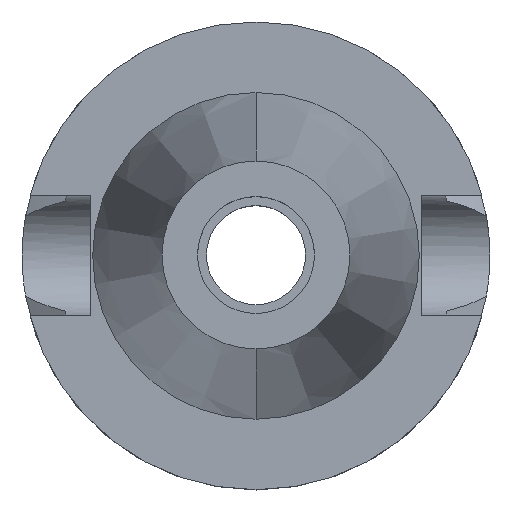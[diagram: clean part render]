
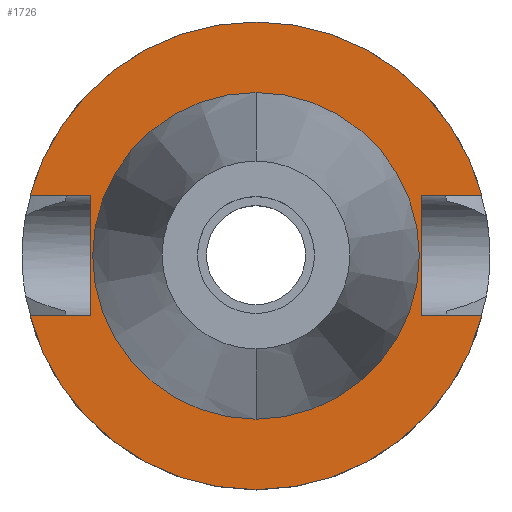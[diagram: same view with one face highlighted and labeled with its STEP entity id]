
A CAD part, top view. The second image highlights one B-rep face of the part: STEP entity #1726.
In plain terms, the highlighted planar face has unit normal (0, 0, 1).
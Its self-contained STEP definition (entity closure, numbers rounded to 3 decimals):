
#614=DIRECTION('',(1.,0.,0.));
#615=VECTOR('',#614,12.921);
#616=CARTESIAN_POINT('',(35.4,12.85,-1.5));
#617=LINE('',#616,#615);
#661=DIRECTION('',(0.,1.,0.));
#662=VECTOR('',#661,25.7);
#663=CARTESIAN_POINT('',(-35.4,-12.85,-1.5));
#664=LINE('',#663,#662);
#668=DIRECTION('',(-1.,0.,0.));
#669=VECTOR('',#668,12.921);
#670=CARTESIAN_POINT('',(-35.4,12.85,-1.5));
#671=LINE('',#670,#669);
#675=CARTESIAN_POINT('',(0.,0.,-1.5));
#676=DIRECTION('',(0.,0.,-1.));
#677=DIRECTION('',(-0.966,0.257,0.));
#678=AXIS2_PLACEMENT_3D('',#675,#676,#677);
#683=CARTESIAN_POINT('',(0.,0.,-1.5));
#684=DIRECTION('',(0.,0.,-1.));
#685=DIRECTION('',(0.,1.,0.));
#686=AXIS2_PLACEMENT_3D('',#683,#684,#685);
#691=DIRECTION('',(0.,-1.,0.));
#692=VECTOR('',#691,25.7);
#693=CARTESIAN_POINT('',(35.4,12.85,-1.5));
#694=LINE('',#693,#692);
#698=DIRECTION('',(1.,0.,0.));
#699=VECTOR('',#698,12.921);
#700=CARTESIAN_POINT('',(35.4,-12.85,-1.5));
#701=LINE('',#700,#699);
#705=CARTESIAN_POINT('',(0.,0.,-1.5));
#706=DIRECTION('',(0.,0.,-1.));
#707=DIRECTION('',(0.966,-0.257,0.));
#708=AXIS2_PLACEMENT_3D('',#705,#706,#707);
#713=CARTESIAN_POINT('',(0.,0.,-1.5));
#714=DIRECTION('',(0.,0.,-1.));
#715=DIRECTION('',(0.,-1.,0.));
#716=AXIS2_PLACEMENT_3D('',#713,#714,#715);
#721=CARTESIAN_POINT('',(0.,0.,-1.5));
#722=DIRECTION('',(0.,0.,1.));
#723=DIRECTION('',(0.,-1.,0.));
#724=AXIS2_PLACEMENT_3D('',#721,#722,#723);
#729=CARTESIAN_POINT('',(0.,0.,-1.5));
#730=DIRECTION('',(0.,0.,1.));
#731=DIRECTION('',(0.,1.,0.));
#732=AXIS2_PLACEMENT_3D('',#729,#730,#731);
#767=DIRECTION('',(-1.,0.,0.));
#768=VECTOR('',#767,12.921);
#769=CARTESIAN_POINT('',(-35.4,-12.85,-1.5));
#770=LINE('',#769,#768);
#1117=CARTESIAN_POINT('',(-35.4,-12.85,-1.5));
#1118=VERTEX_POINT('',#1117);
#1119=CARTESIAN_POINT('',(-48.321,-12.85,-1.5));
#1120=VERTEX_POINT('',#1119);
#1123=CARTESIAN_POINT('',(-35.4,12.85,-1.5));
#1124=VERTEX_POINT('',#1123);
#1125=CARTESIAN_POINT('',(-48.321,12.85,-1.5));
#1126=VERTEX_POINT('',#1125);
#1127=CARTESIAN_POINT('',(0.,50.,-1.5));
#1128=CARTESIAN_POINT('',(48.321,12.85,-1.5));
#1129=VERTEX_POINT('',#1127);
#1130=VERTEX_POINT('',#1128);
#1131=CARTESIAN_POINT('',(35.4,12.85,-1.5));
#1132=VERTEX_POINT('',#1131);
#1133=CARTESIAN_POINT('',(35.4,-12.85,-1.5));
#1134=VERTEX_POINT('',#1133);
#1135=CARTESIAN_POINT('',(48.321,-12.85,-1.5));
#1136=VERTEX_POINT('',#1135);
#1137=CARTESIAN_POINT('',(0.,-50.,-1.5));
#1138=VERTEX_POINT('',#1137);
#1139=CARTESIAN_POINT('',(0.,-34.925,-1.5));
#1140=CARTESIAN_POINT('',(0.,34.925,-1.5));
#1141=VERTEX_POINT('',#1139);
#1142=VERTEX_POINT('',#1140);
#1695=CARTESIAN_POINT('',(0.,0.,-1.5));
#1696=DIRECTION('',(0.,0.,-1.));
#1697=DIRECTION('',(0.,-1.,0.));
#1698=AXIS2_PLACEMENT_3D('',#1695,#1696,#1697);
#1699=PLANE('',#1698);
#1701=ORIENTED_EDGE('',*,*,#1700,.T.);
#1703=ORIENTED_EDGE('',*,*,#1702,.T.);
#1705=ORIENTED_EDGE('',*,*,#1704,.T.);
#1707=ORIENTED_EDGE('',*,*,#1706,.T.);
#1708=ORIENTED_EDGE('',*,*,#1671,.F.);
#1709=ORIENTED_EDGE('',*,*,#1685,.T.);
#1711=ORIENTED_EDGE('',*,*,#1710,.T.);
#1713=ORIENTED_EDGE('',*,*,#1712,.T.);
#1715=ORIENTED_EDGE('',*,*,#1714,.T.);
#1717=ORIENTED_EDGE('',*,*,#1716,.F.);
#1718=EDGE_LOOP('',(#1701,#1703,#1705,#1707,#1708,#1709,#1711,#1713,#1715,
#1717));
#1719=FACE_OUTER_BOUND('',#1718,.F.);
#1721=ORIENTED_EDGE('',*,*,#1720,.T.);
#1723=ORIENTED_EDGE('',*,*,#1722,.T.);
#1724=EDGE_LOOP('',(#1721,#1723));
#1725=FACE_BOUND('',#1724,.F.);
#679=CIRCLE('',#678,50.);
#687=CIRCLE('',#686,50.);
#709=CIRCLE('',#708,50.);
#717=CIRCLE('',#716,50.);
#725=CIRCLE('',#724,34.925);
#733=CIRCLE('',#732,34.925);
#1671=EDGE_CURVE('',#1132,#1130,#617,.T.);
#1685=EDGE_CURVE('',#1132,#1134,#694,.T.);
#1700=EDGE_CURVE('',#1118,#1124,#664,.T.);
#1702=EDGE_CURVE('',#1124,#1126,#671,.T.);
#1704=EDGE_CURVE('',#1126,#1129,#679,.T.);
#1706=EDGE_CURVE('',#1129,#1130,#687,.T.);
#1710=EDGE_CURVE('',#1134,#1136,#701,.T.);
#1712=EDGE_CURVE('',#1136,#1138,#709,.T.);
#1714=EDGE_CURVE('',#1138,#1120,#717,.T.);
#1716=EDGE_CURVE('',#1118,#1120,#770,.T.);
#1720=EDGE_CURVE('',#1141,#1142,#725,.T.);
#1722=EDGE_CURVE('',#1142,#1141,#733,.T.);
#1726=ADVANCED_FACE('',(#1719,#1725),#1699,.F.);
